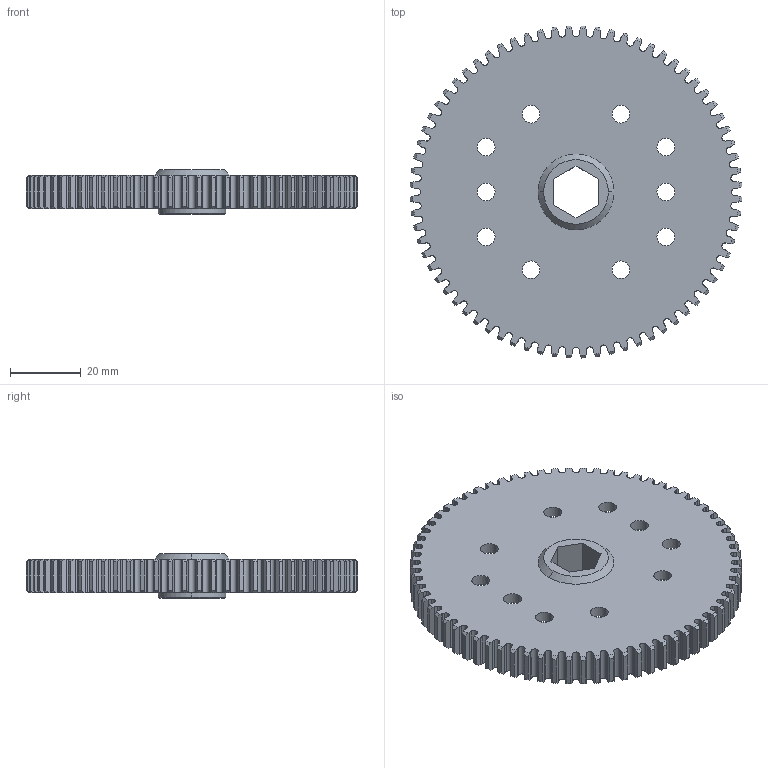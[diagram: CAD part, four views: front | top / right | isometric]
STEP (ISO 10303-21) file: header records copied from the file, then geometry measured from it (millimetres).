
FILE_DESCRIPTION (( 'STEP AP203' ), '1' );
FILE_NAME ('REV-21-1947.STEP', '2024-01-18T18:04:05', ( '' ), ( '' ), 'SwSTEP 2.0', 'SolidWorks 2022', '' );
FILE_SCHEMA (( 'CONFIG_CONTROL_DESIGN' ));
Length unit declared in the file: millimetre
Products named in the file (1): REV-21-1947
Bounding box: 93.93 x 93.93 x 12.7 mm (x, y, z)
Volume: 25552.8 mm3; surface area: 20892.9 mm2
Topology: 1 solids, 1 shells, 803 faces, 2391 edges, 1592 vertices
Faces by surface type: bspline 288, cylinder 200, plane 162, cone 149, torus 4
Entity records: 35613 total; most frequent: CARTESIAN_POINT 16093, ORIENTED_EDGE 4782, DIRECTION 3050, EDGE_CURVE 2391, VERTEX_POINT 1592, AXIS2_PLACEMENT_3D 1077, B_SPLINE_CURVE_WITH_KNOTS 934, LINE 896
